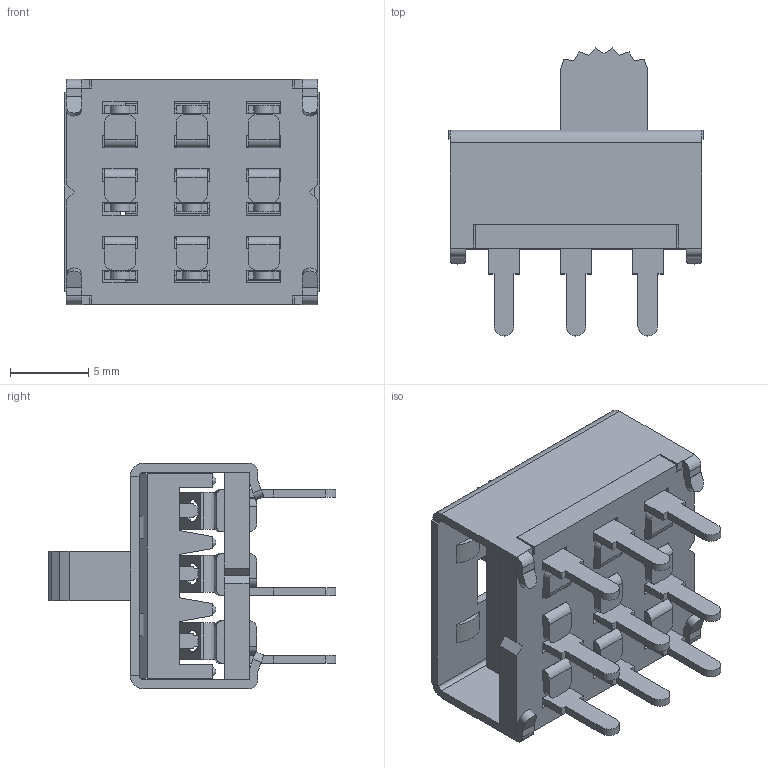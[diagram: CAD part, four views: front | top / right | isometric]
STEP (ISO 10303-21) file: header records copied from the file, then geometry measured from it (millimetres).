
FILE_DESCRIPTION((''),'2;1');
FILE_NAME('GF-161-0005_3D Model.stp','2017-03-13T09:18:20',('dwiltbank'),(''),'Autodesk Inventor 2011','Autodesk Inventor 2011','');
FILE_SCHEMA(('AUTOMOTIVE_DESIGN { 1 0 10303 214 1 1 1 1 }'));
Length unit declared in the file: inch
Products named in the file (1): GF-161-0005_Shrinkwrap_1
Bounding box: 16.36 x 18.4 x 14.4 mm (x, y, z)
Surface area: 2526.7 mm2 (no closed solid volume)
Topology: 0 solids, 27 shells, 359 faces, 1431 edges, 1076 vertices
Faces by surface type: plane 266, cylinder 85, bspline 8
Full cylindrical faces by diameter (mm): 1.397 x4, 1.6 x3
Entity records: 15369 total; most frequent: CARTESIAN_POINT 3044, DIRECTION 2396, ORIENTED_EDGE 2195, EDGE_CURVE 1408, VECTOR 1124, LINE 1124, VERTEX_POINT 1068, AXIS2_PLACEMENT_3D 636
